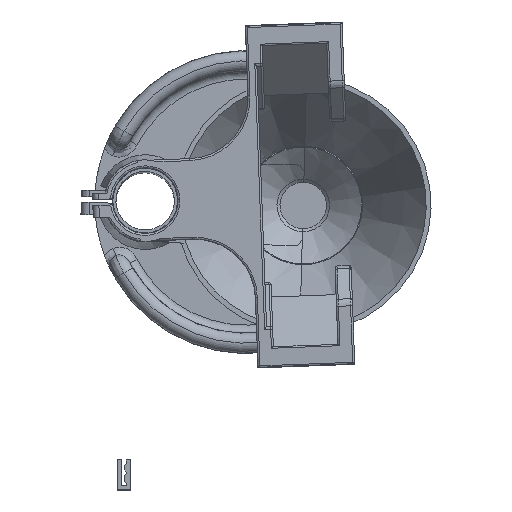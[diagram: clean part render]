
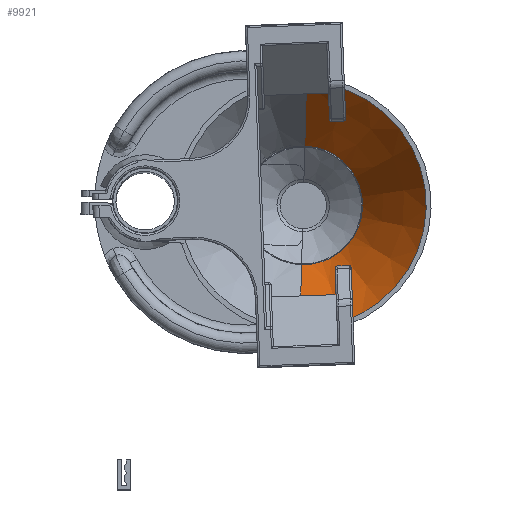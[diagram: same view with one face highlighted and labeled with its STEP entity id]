
A CAD part, top view. The second image highlights one B-rep face of the part: STEP entity #9921.
In plain terms, the highlighted conical face has half-angle 33.887 degrees and reference radius 16 mm.
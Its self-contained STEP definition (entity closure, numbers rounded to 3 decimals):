
#196 = ORIENTED_EDGE ( 'NONE', *, *, #6577, .T. ) ;
#271 = VERTEX_POINT ( 'NONE', #9954 ) ;
#278 = DIRECTION ( 'NONE',  ( 0., 0., 1. ) ) ;
#280 = DIRECTION ( 'NONE',  ( 0., 0., 1. ) ) ;
#414 = VERTEX_POINT ( 'NONE', #6811 ) ;
#744 = VECTOR ( 'NONE', #7340, 1000. ) ;
#916 = CARTESIAN_POINT ( 'NONE',  ( 0., 0., 0. ) ) ;
#1178 = AXIS2_PLACEMENT_3D ( 'NONE', #11040, #4700, #9177 ) ;
#2165 = LINE ( 'NONE', #3785, #744 ) ;
#2615 = CARTESIAN_POINT ( 'NONE',  ( 0., 67., -61. ) ) ;
#2887 = ORIENTED_EDGE ( 'NONE', *, *, #4423, .F. ) ;
#2986 = CARTESIAN_POINT ( 'NONE',  ( 0., 67., 0. ) ) ;
#3785 = CARTESIAN_POINT ( 'NONE',  ( 0., 0., -16. ) ) ;
#4276 = DIRECTION ( 'NONE',  ( 0., 0.83, 0.558 ) ) ;
#4423 = EDGE_CURVE ( 'NONE', #414, #271, #9508, .T. ) ;
#4611 = ORIENTED_EDGE ( 'NONE', *, *, #6576, .T. ) ;
#4700 = DIRECTION ( 'NONE',  ( 0., 1., 0. ) ) ;
#4719 = VERTEX_POINT ( 'NONE', #2615 ) ;
#5355 = CARTESIAN_POINT ( 'NONE',  ( 0., 67., 61. ) ) ;
#5581 = VERTEX_POINT ( 'NONE', #5355 ) ;
#5742 = VECTOR ( 'NONE', #4276, 1000. ) ;
#6079 = EDGE_CURVE ( 'NONE', #271, #5581, #8510, .T. ) ;
#6318 = AXIS2_PLACEMENT_3D ( 'NONE', #2986, #7392, #278 ) ;
#6353 = DIRECTION ( 'NONE',  ( 0., 1., 0. ) ) ;
#6576 = EDGE_CURVE ( 'NONE', #4719, #5581, #7796, .T. ) ;
#6577 = EDGE_CURVE ( 'NONE', #414, #4719, #2165, .T. ) ;
#6729 = AXIS2_PLACEMENT_3D ( 'NONE', #916, #6353, #280 ) ;
#6811 = CARTESIAN_POINT ( 'NONE',  ( 0., 20., -29.433 ) ) ;
#6893 = CARTESIAN_POINT ( 'NONE',  ( 0., 0., 16. ) ) ;
#7114 = FACE_OUTER_BOUND ( 'NONE', #7553, .T. ) ;
#7340 = DIRECTION ( 'NONE',  ( 0., 0.83, -0.558 ) ) ;
#7392 = DIRECTION ( 'NONE',  ( 0., 1., 0. ) ) ;
#7553 = EDGE_LOOP ( 'NONE', ( #2887, #196, #4611, #7765 ) ) ;
#7765 = ORIENTED_EDGE ( 'NONE', *, *, #6079, .F. ) ;
#7796 = CIRCLE ( 'NONE', #6318, 61. ) ;
#8377 = CONICAL_SURFACE ( 'NONE', #6729, 16., 0.591 ) ;
#8510 = LINE ( 'NONE', #6893, #5742 ) ;
#9177 = DIRECTION ( 'NONE',  ( 0., 0., -1. ) ) ;
#9508 = CIRCLE ( 'NONE', #1178, 29.433 ) ;
#9921 = ADVANCED_FACE ( 'NONE', ( #7114 ), #8377, .F. ) ;
#9954 = CARTESIAN_POINT ( 'NONE',  ( 0., 20., 29.433 ) ) ;
#11040 = CARTESIAN_POINT ( 'NONE',  ( 0., 20., 0. ) ) ;
